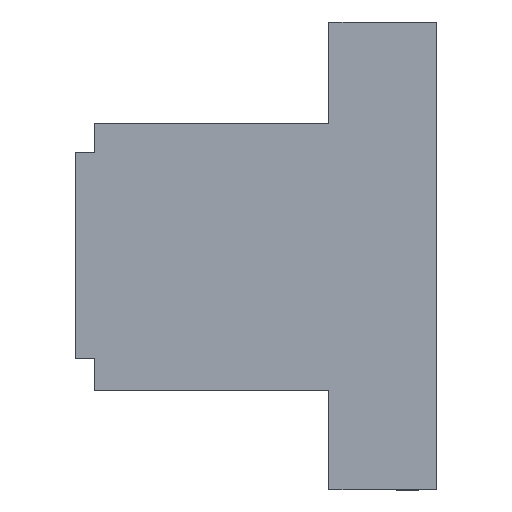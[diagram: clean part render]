
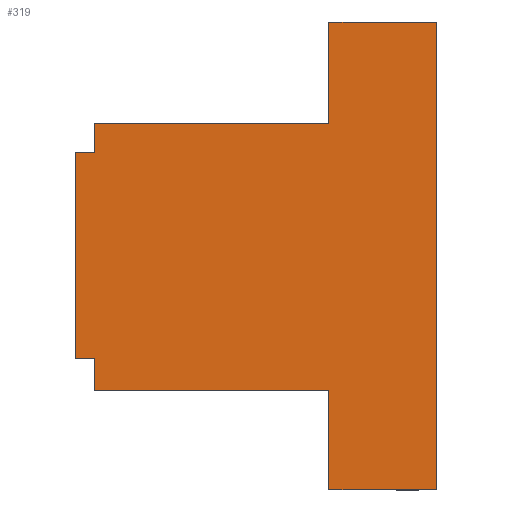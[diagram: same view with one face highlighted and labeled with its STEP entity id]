
A CAD part, top view. The second image highlights one B-rep face of the part: STEP entity #319.
In plain terms, the highlighted planar face has unit normal (0, 0, 1).
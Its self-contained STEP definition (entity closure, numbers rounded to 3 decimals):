
#16 = CARTESIAN_POINT ( 'NONE',  ( -2.78, 17.626, 0. ) ) ;
#60 = DIRECTION ( 'NONE',  ( 0., -1., 0. ) ) ;
#64 = CARTESIAN_POINT ( 'NONE',  ( 13.151, 24.555, 0. ) ) ;
#66 = VERTEX_POINT ( 'NONE', #480 ) ;
#67 = LINE ( 'NONE', #353, #500 ) ;
#74 = ORIENTED_EDGE ( 'NONE', *, *, #123, .T. ) ;
#82 = VERTEX_POINT ( 'NONE', #398 ) ;
#89 = DIRECTION ( 'NONE',  ( -1., 0., 0. ) ) ;
#93 = VECTOR ( 'NONE', #104, 1000. ) ;
#96 = ORIENTED_EDGE ( 'NONE', *, *, #435, .T. ) ;
#104 = DIRECTION ( 'NONE',  ( 0., 1., 0. ) ) ;
#107 = VECTOR ( 'NONE', #148, 1000. ) ;
#121 = CARTESIAN_POINT ( 'NONE',  ( -2.78, 1.624, 0. ) ) ;
#122 = CARTESIAN_POINT ( 'NONE',  ( -2.78, -0.507, 0. ) ) ;
#123 = EDGE_CURVE ( 'NONE', #601, #782, #494, .T. ) ;
#128 = VECTOR ( 'NONE', #426, 1000. ) ;
#148 = DIRECTION ( 'NONE',  ( -1., 0., 0. ) ) ;
#174 = ORIENTED_EDGE ( 'NONE', *, *, #888, .T. ) ;
#191 = CARTESIAN_POINT ( 'NONE',  ( 13.151, -7.293, 0. ) ) ;
#219 = EDGE_CURVE ( 'NONE', #82, #802, #524, .T. ) ;
#223 = LINE ( 'NONE', #629, #896 ) ;
#237 = DIRECTION ( 'NONE',  ( -1., 0., 0. ) ) ;
#242 = EDGE_CURVE ( 'NONE', #802, #66, #806, .T. ) ;
#263 = CARTESIAN_POINT ( 'NONE',  ( -2.78, 1.624, 0. ) ) ;
#266 = CARTESIAN_POINT ( 'NONE',  ( 20.475, -7.293, 0. ) ) ;
#276 = CARTESIAN_POINT ( 'NONE',  ( 13.151, -0.507, 0. ) ) ;
#288 = ORIENTED_EDGE ( 'NONE', *, *, #439, .T. ) ;
#291 = DIRECTION ( 'NONE',  ( 1., 0., 0. ) ) ;
#292 = ORIENTED_EDGE ( 'NONE', *, *, #219, .T. ) ;
#293 = FACE_OUTER_BOUND ( 'NONE', #337, .T. ) ;
#295 = ORIENTED_EDGE ( 'NONE', *, *, #683, .T. ) ;
#298 = VERTEX_POINT ( 'NONE', #436 ) ;
#307 = VECTOR ( 'NONE', #291, 1000. ) ;
#319 = ADVANCED_FACE ( 'NONE', ( #293 ), #588, .F. ) ;
#321 = ORIENTED_EDGE ( 'NONE', *, *, #745, .T. ) ;
#337 = EDGE_LOOP ( 'NONE', ( #174, #96, #525, #292, #468, #816, #321, #295, #499, #419, #288, #74 ) ) ;
#344 = LINE ( 'NONE', #538, #491 ) ;
#353 = CARTESIAN_POINT ( 'NONE',  ( 20.475, 24.555, 0. ) ) ;
#369 = DIRECTION ( 'NONE',  ( 0., -1., 0. ) ) ;
#392 = DIRECTION ( 'NONE',  ( 0., -1., 0. ) ) ;
#395 = LINE ( 'NONE', #64, #638 ) ;
#398 = CARTESIAN_POINT ( 'NONE',  ( 13.151, 17.626, 0. ) ) ;
#399 = LINE ( 'NONE', #634, #835 ) ;
#419 = ORIENTED_EDGE ( 'NONE', *, *, #759, .T. ) ;
#426 = DIRECTION ( 'NONE',  ( 1., 0., 0. ) ) ;
#427 = CARTESIAN_POINT ( 'NONE',  ( 20.475, -7.293, 0. ) ) ;
#433 = LINE ( 'NONE', #577, #307 ) ;
#435 = EDGE_CURVE ( 'NONE', #774, #695, #67, .T. ) ;
#436 = CARTESIAN_POINT ( 'NONE',  ( -4.1, 1.624, 0. ) ) ;
#439 = EDGE_CURVE ( 'NONE', #481, #601, #399, .T. ) ;
#448 = DIRECTION ( 'NONE',  ( 0., 0., -1. ) ) ;
#451 = EDGE_CURVE ( 'NONE', #550, #594, #829, .T. ) ;
#468 = ORIENTED_EDGE ( 'NONE', *, *, #242, .T. ) ;
#480 = CARTESIAN_POINT ( 'NONE',  ( -2.78, 15.652, 0. ) ) ;
#481 = VERTEX_POINT ( 'NONE', #276 ) ;
#491 = VECTOR ( 'NONE', #555, 1000. ) ;
#494 = LINE ( 'NONE', #266, #128 ) ;
#499 = ORIENTED_EDGE ( 'NONE', *, *, #451, .T. ) ;
#500 = VECTOR ( 'NONE', #684, 1000. ) ;
#521 = CARTESIAN_POINT ( 'NONE',  ( 0., 0., 0. ) ) ;
#524 = LINE ( 'NONE', #580, #718 ) ;
#525 = ORIENTED_EDGE ( 'NONE', *, *, #661, .T. ) ;
#538 = CARTESIAN_POINT ( 'NONE',  ( -4.1, 1.624, 0. ) ) ;
#550 = VERTEX_POINT ( 'NONE', #121 ) ;
#555 = DIRECTION ( 'NONE',  ( 1., 0., 0. ) ) ;
#577 = CARTESIAN_POINT ( 'NONE',  ( -2.78, -0.507, 0. ) ) ;
#580 = CARTESIAN_POINT ( 'NONE',  ( -2.78, 17.626, 0. ) ) ;
#583 = AXIS2_PLACEMENT_3D ( 'NONE', #521, #448, #237 ) ;
#588 = PLANE ( 'NONE',  #583 ) ;
#594 = VERTEX_POINT ( 'NONE', #122 ) ;
#596 = VECTOR ( 'NONE', #369, 1000. ) ;
#601 = VERTEX_POINT ( 'NONE', #191 ) ;
#613 = DIRECTION ( 'NONE',  ( 0., -1., 0. ) ) ;
#629 = CARTESIAN_POINT ( 'NONE',  ( -4.1, 15.652, 0. ) ) ;
#634 = CARTESIAN_POINT ( 'NONE',  ( 13.151, -0.507, 0. ) ) ;
#638 = VECTOR ( 'NONE', #392, 1000. ) ;
#646 = CARTESIAN_POINT ( 'NONE',  ( 20.475, 24.555, 0. ) ) ;
#661 = EDGE_CURVE ( 'NONE', #695, #82, #395, .T. ) ;
#663 = CARTESIAN_POINT ( 'NONE',  ( 20.475, 24.555, 0. ) ) ;
#665 = VERTEX_POINT ( 'NONE', #678 ) ;
#678 = CARTESIAN_POINT ( 'NONE',  ( -4.1, 15.652, 0. ) ) ;
#683 = EDGE_CURVE ( 'NONE', #298, #550, #344, .T. ) ;
#684 = DIRECTION ( 'NONE',  ( -1., 0., 0. ) ) ;
#695 = VERTEX_POINT ( 'NONE', #749 ) ;
#713 = DIRECTION ( 'NONE',  ( 0., -1., 0. ) ) ;
#716 = CARTESIAN_POINT ( 'NONE',  ( -4.1, 15.652, 0. ) ) ;
#718 = VECTOR ( 'NONE', #89, 1000. ) ;
#737 = LINE ( 'NONE', #663, #93 ) ;
#745 = EDGE_CURVE ( 'NONE', #665, #298, #223, .T. ) ;
#749 = CARTESIAN_POINT ( 'NONE',  ( 13.151, 24.555, 0. ) ) ;
#759 = EDGE_CURVE ( 'NONE', #594, #481, #433, .T. ) ;
#774 = VERTEX_POINT ( 'NONE', #646 ) ;
#775 = EDGE_CURVE ( 'NONE', #66, #665, #862, .T. ) ;
#782 = VERTEX_POINT ( 'NONE', #427 ) ;
#800 = CARTESIAN_POINT ( 'NONE',  ( -2.78, 17.626, 0. ) ) ;
#802 = VERTEX_POINT ( 'NONE', #16 ) ;
#806 = LINE ( 'NONE', #800, #596 ) ;
#816 = ORIENTED_EDGE ( 'NONE', *, *, #775, .T. ) ;
#829 = LINE ( 'NONE', #263, #852 ) ;
#835 = VECTOR ( 'NONE', #613, 1000. ) ;
#852 = VECTOR ( 'NONE', #60, 1000. ) ;
#862 = LINE ( 'NONE', #716, #107 ) ;
#888 = EDGE_CURVE ( 'NONE', #782, #774, #737, .T. ) ;
#896 = VECTOR ( 'NONE', #713, 1000. ) ;
